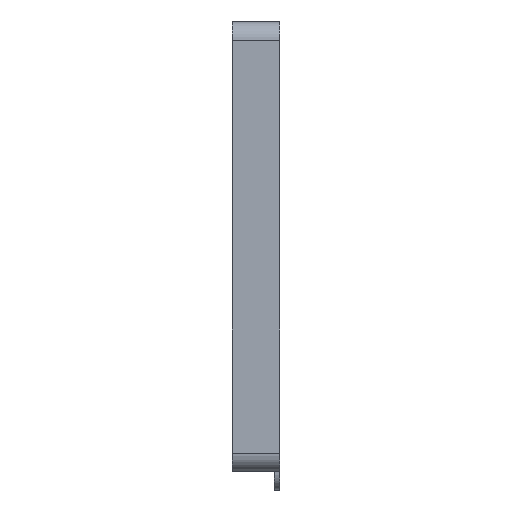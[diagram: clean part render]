
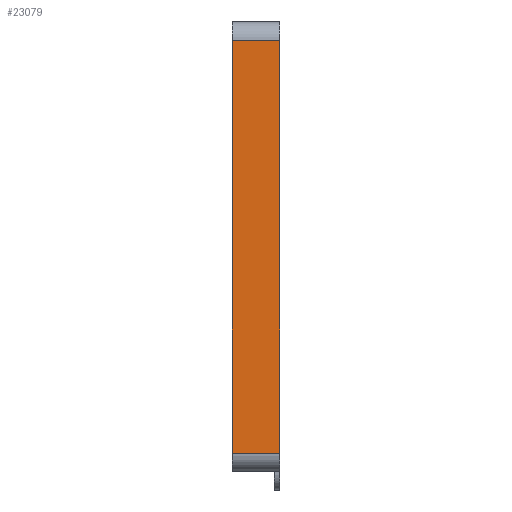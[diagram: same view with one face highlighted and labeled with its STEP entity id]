
A CAD part, left-side view. The second image highlights one B-rep face of the part: STEP entity #23079.
In plain terms, the highlighted planar face has unit normal (-1, 0, 0).
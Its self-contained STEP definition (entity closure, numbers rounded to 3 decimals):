
#3547=FACE_OUTER_BOUND('',#4997,.T.);
#4997=EDGE_LOOP('',(#19533,#19534,#19535,#19536));
#6642=LINE('',#39493,#8488);
#6655=LINE('',#39541,#8501);
#6662=LINE('',#39556,#8508);
#6671=LINE('',#39584,#8517);
#8488=VECTOR('',#26838,10.);
#8501=VECTOR('',#26889,10.);
#8508=VECTOR('',#26900,10.);
#8517=VECTOR('',#26929,10.);
#10642=VERTEX_POINT('',#39479);
#10648=VERTEX_POINT('',#39491);
#10663=VERTEX_POINT('',#39537);
#10670=VERTEX_POINT('',#39555);
#13710=EDGE_CURVE('',#10648,#10642,#6642,.T.);
#13728=EDGE_CURVE('',#10642,#10663,#6655,.T.);
#13735=EDGE_CURVE('',#10663,#10670,#6662,.T.);
#13751=EDGE_CURVE('',#10670,#10648,#6671,.T.);
#19533=ORIENTED_EDGE('',*,*,#13728,.F.);
#19534=ORIENTED_EDGE('',*,*,#13710,.F.);
#19535=ORIENTED_EDGE('',*,*,#13751,.F.);
#19536=ORIENTED_EDGE('',*,*,#13735,.F.);
#22105=PLANE('',#24220);
#23079=ADVANCED_FACE('',(#3547),#22105,.T.);
#24220=AXIS2_PLACEMENT_3D('',#39617,#26973,#26974);
#26838=DIRECTION('',(0.,0.,-1.));
#26889=DIRECTION('',(0.,1.,0.));
#26900=DIRECTION('',(0.,0.,1.));
#26929=DIRECTION('',(0.,-1.,0.));
#26973=DIRECTION('center_axis',(-1.,0.,0.));
#26974=DIRECTION('ref_axis',(0.,0.,1.));
#39479=CARTESIAN_POINT('',(-42.696,0.,-59.459));
#39491=CARTESIAN_POINT('',(-42.696,0.,52.97));
#39493=CARTESIAN_POINT('',(-42.696,0.,57.97));
#39537=CARTESIAN_POINT('',(-42.696,13.,-59.459));
#39541=CARTESIAN_POINT('',(-42.696,0.,-59.459));
#39555=CARTESIAN_POINT('',(-42.696,13.,52.97));
#39556=CARTESIAN_POINT('',(-42.696,13.,57.97));
#39584=CARTESIAN_POINT('',(-42.696,0.,52.97));
#39617=CARTESIAN_POINT('Origin',(-42.696,0.,-64.459));
